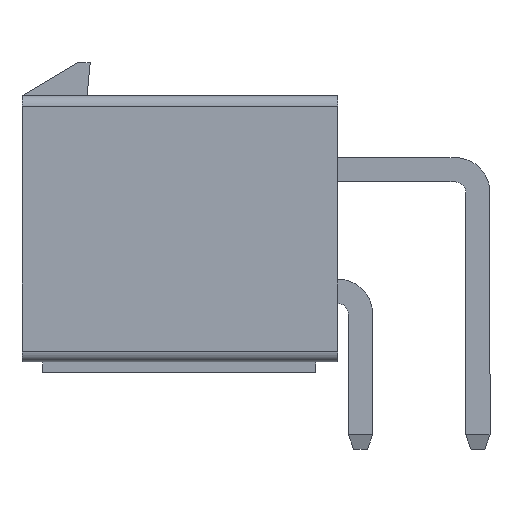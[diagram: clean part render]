
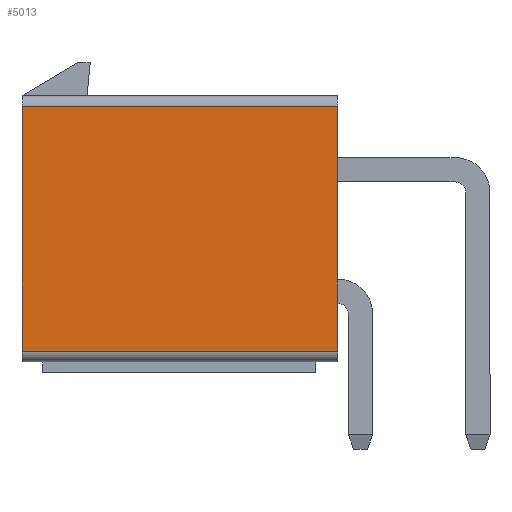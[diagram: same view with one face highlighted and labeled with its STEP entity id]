
A CAD part, left-side view. The second image highlights one B-rep face of the part: STEP entity #5013.
In plain terms, the highlighted face is planar.
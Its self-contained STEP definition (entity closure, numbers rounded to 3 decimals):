
#558=ORIENTED_EDGE('',*,*,#1427,.F.);
#559=ORIENTED_EDGE('',*,*,#1235,.F.);
#560=ORIENTED_EDGE('',*,*,#1428,.F.);
#561=ORIENTED_EDGE('',*,*,#1239,.F.);
#1235=EDGE_CURVE('',#1703,#1705,#2068,.T.);
#1239=EDGE_CURVE('',#1707,#1709,#2070,.T.);
#1427=EDGE_CURVE('',#1705,#1707,#2247,.T.);
#1428=EDGE_CURVE('',#1709,#1703,#2248,.T.);
#1703=VERTEX_POINT('',#6572);
#1705=VERTEX_POINT('',#6575);
#1707=VERTEX_POINT('',#6581);
#1709=VERTEX_POINT('',#6584);
#2068=LINE('',#6574,#2546);
#2070=LINE('',#6583,#2548);
#2247=LINE('',#6966,#2725);
#2248=LINE('',#6967,#2726);
#2546=VECTOR('',#5572,1000.);
#2548=VECTOR('',#5580,1000.);
#2725=VECTOR('',#5923,1000.);
#2726=VECTOR('',#5924,1000.);
#2999=EDGE_LOOP('',(#558,#559,#560,#561));
#3213=FACE_BOUND('',#2999,.T.);
#3419=PLANE('',#5236);
#5013=ADVANCED_FACE('',(#3213),#3419,.F.);
#5236=AXIS2_PLACEMENT_3D('',#6965,#5921,#5922);
#5572=DIRECTION('',(0.,-1.,0.));
#5580=DIRECTION('',(0.,1.,0.));
#5921=DIRECTION('',(-1.,0.,0.));
#5922=DIRECTION('',(0.,-1.,0.));
#5923=DIRECTION('',(0.,0.,1.));
#5924=DIRECTION('',(0.,0.,-1.));
#6572=CARTESIAN_POINT('',(4.175,7.4,-5.74));
#6574=CARTESIAN_POINT('',(4.175,7.4,-5.74));
#6575=CARTESIAN_POINT('',(4.175,-7.4,-5.74));
#6581=CARTESIAN_POINT('',(4.175,-7.4,5.74));
#6583=CARTESIAN_POINT('',(4.175,-7.4,5.74));
#6584=CARTESIAN_POINT('',(4.175,7.4,5.74));
#6965=CARTESIAN_POINT('',(4.175,0.,0.));
#6966=CARTESIAN_POINT('',(4.175,-7.4,-6.24));
#6967=CARTESIAN_POINT('',(4.175,7.4,6.24));
